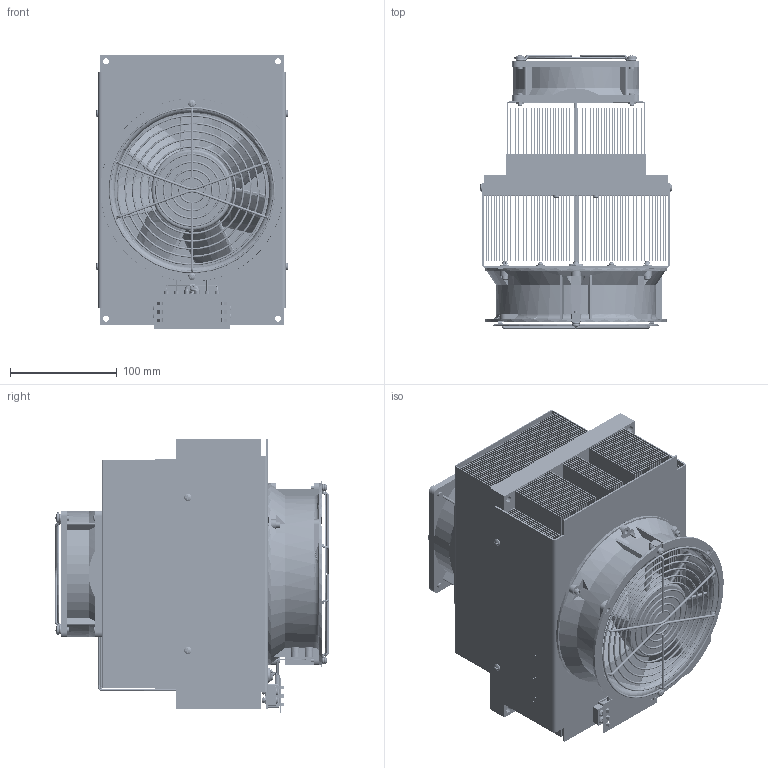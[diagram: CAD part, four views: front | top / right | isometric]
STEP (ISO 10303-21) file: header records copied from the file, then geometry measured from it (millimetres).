
FILE_DESCRIPTION(/* description */ ('Alibre Inc.'),/* implementation_level */ '2;1');
FILE_NAME(/* name */ 'export-F27E12BB-C82E-4D40-B100-197FAF676B01',/* time_stamp */ '2022-06-17T15:24:01-04:00',/* author */ (''),/* organization */ (''),/* preprocessor_version */ 'ST-DEVELOPER v17',/* originating_system */ 'Alibre',/* authorisation */ '');
FILE_SCHEMA (('AUTOMOTIVE_DESIGN'));
Length unit declared in the file: millimetre
Products named in the file (76): 2586 Rev E; 2586 rev E; rev I; sc162_w5; 12038G_RIBLESS; sc120_w5_RIB; sc120_w5_RING; sc120_w5
Bounding box: 180.8 x 256.69 x 257.77 mm (x, y, z)
Volume: 3206587.2 mm3; surface area: 3566875.7 mm2
Topology: 198 solids, 198 shells, 4844 faces, 11916 edges, 7775 vertices
Faces by surface type: plane 2909, cylinder 822, bspline 550, torus 330, cone 207, sphere 26
Full cylindrical faces by diameter (mm): 1.397 x8, 1.422 x20, 1.524 x12, 2.388 x2, 2.459 x4, 2.642 x29, 2.845 x4, 3.175 x2, 3.242 x1, 3.505 x33, 4.166 x16, 4.216 x8, 4.267 x8, 4.318 x8, 4.369 x8, 4.699 x4, 4.75 x4, 4.826 x12, 5.526 x4, 5.563 x8, 5.588 x4, 5.74 x11, 5.842 x8, 6.299 x8, 6.35 x7, 6.858 x22, 9.474 x4, 9.525 x9, 9.652 x1, 10.312 x8
Entity records: 108973 total; most frequent: CARTESIAN_POINT 37755, ORIENTED_EDGE 15482, DIRECTION 10965, EDGE_CURVE 7740, VERTEX_POINT 5176, VECTOR 4524, LINE 4524, AXIS2_PLACEMENT_3D 4121
